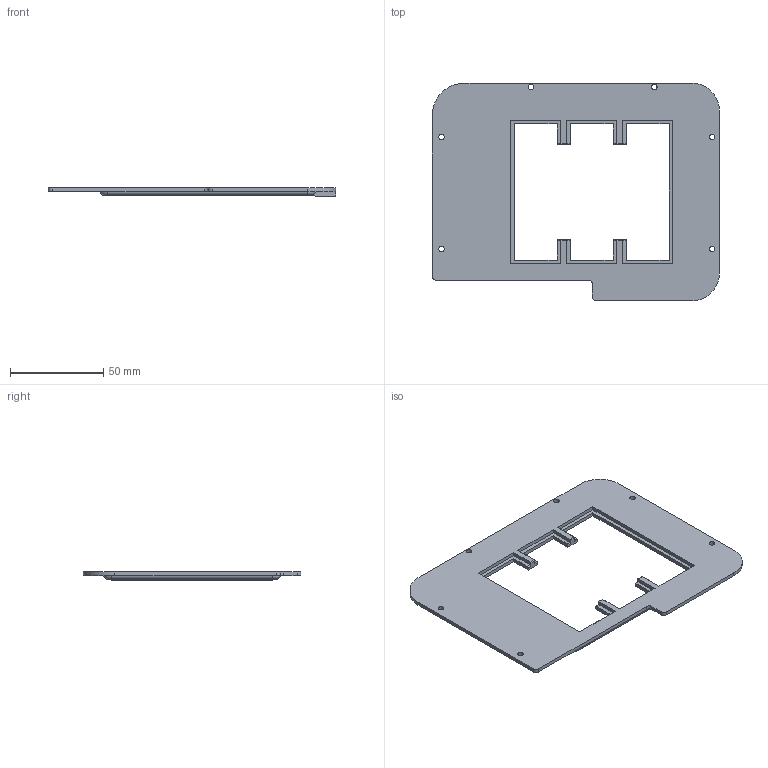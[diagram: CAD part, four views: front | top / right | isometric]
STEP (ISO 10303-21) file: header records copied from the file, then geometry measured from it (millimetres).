
FILE_DESCRIPTION(/* description */ (''),/* implementation_level */ '2;1');
FILE_NAME(/* name */ '30_XYTable_Aliexpress_sampleinsert_flat_v2.ipt.step',/* time_stamp */ '2022-11-29T08:25:30+01:00',/* author */ ('diederichbenedict'),/* organization */ (''),/* preprocessor_version */ 'ST-DEVELOPER v18.1',/* originating_system */ 'Autodesk Inventor 2022',/* authorisation */ '');
FILE_SCHEMA (('AUTOMOTIVE_DESIGN { 1 0 10303 214 3 1 1 }'));
Length unit declared in the file: millimetre
Products named in the file (1): 30_XYTable_Aliexpress_sampleinsert_flat_v2
Bounding box: 153.85 x 116.5 x 4.5 mm (x, y, z)
Volume: 32759.6 mm3; surface area: 25563 mm2
Topology: 1 solids, 1 shells, 85 faces, 245 edges, 162 vertices
Faces by surface type: plane 53, cylinder 28, bspline 4
Full cylindrical faces by diameter (mm): 3 x6
Entity records: 2878 total; most frequent: CARTESIAN_POINT 525, ORIENTED_EDGE 490, DIRECTION 475, EDGE_CURVE 245, LINE 179, VECTOR 179, VERTEX_POINT 162, AXIS2_PLACEMENT_3D 148
